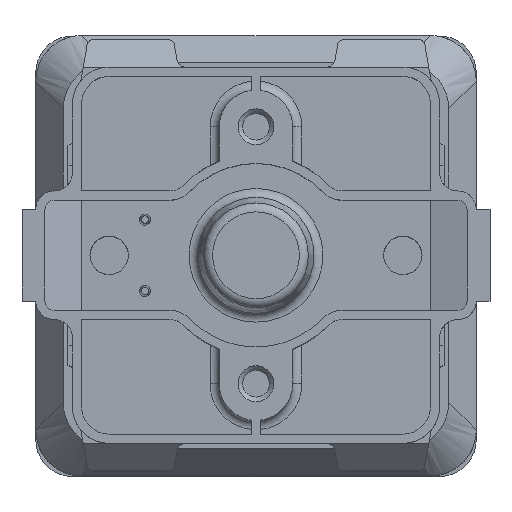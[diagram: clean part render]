
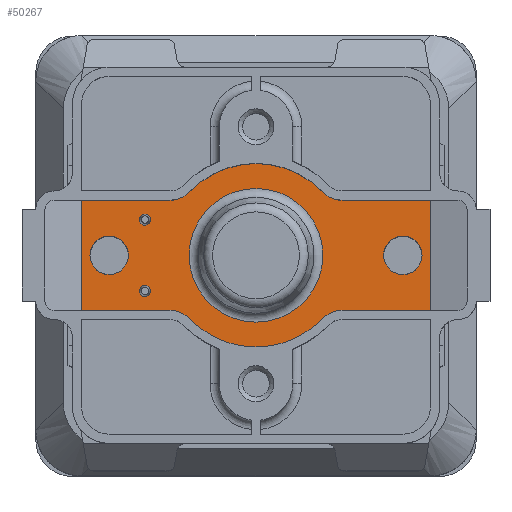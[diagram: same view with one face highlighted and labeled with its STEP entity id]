
A CAD part, top view. The second image highlights one B-rep face of the part: STEP entity #50267.
In plain terms, the highlighted planar face has unit normal (0, 0, 1).
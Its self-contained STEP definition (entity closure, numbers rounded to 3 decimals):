
#2000=CIRCLE('',#52439,0.6);
#2001=CIRCLE('',#52441,0.6);
#2002=CIRCLE('',#52449,7.286);
#2055=CIRCLE('',#52716,3.);
#2057=CIRCLE('',#52719,10.);
#2059=CIRCLE('',#52722,3.);
#2063=CIRCLE('',#52732,3.);
#2065=CIRCLE('',#52735,10.);
#2067=CIRCLE('',#52738,3.);
#2160=CIRCLE('',#53152,2.1);
#2161=CIRCLE('',#53153,2.1);
#11229=ORIENTED_EDGE('',*,*,#17011,.F.);
#11230=ORIENTED_EDGE('',*,*,#18331,.F.);
#11231=ORIENTED_EDGE('',*,*,#18332,.F.);
#11232=ORIENTED_EDGE('',*,*,#17563,.F.);
#11233=ORIENTED_EDGE('',*,*,#17568,.T.);
#11234=ORIENTED_EDGE('',*,*,#17008,.T.);
#11235=ORIENTED_EDGE('',*,*,#17535,.F.);
#11236=ORIENTED_EDGE('',*,*,#17537,.F.);
#11237=ORIENTED_EDGE('',*,*,#17540,.T.);
#11238=ORIENTED_EDGE('',*,*,#17543,.F.);
#11239=ORIENTED_EDGE('',*,*,#17547,.F.);
#11240=ORIENTED_EDGE('',*,*,#17002,.T.);
#11241=ORIENTED_EDGE('',*,*,#17556,.T.);
#11242=ORIENTED_EDGE('',*,*,#17557,.F.);
#11243=ORIENTED_EDGE('',*,*,#17560,.T.);
#11244=ORIENTED_EDGE('',*,*,#16998,.F.);
#11245=ORIENTED_EDGE('',*,*,#16997,.F.);
#16997=EDGE_CURVE('',#21814,#21814,#2000,.T.);
#16998=EDGE_CURVE('',#21815,#21815,#2001,.T.);
#17002=EDGE_CURVE('',#21820,#21819,#25283,.T.);
#17008=EDGE_CURVE('',#21826,#21825,#25287,.T.);
#17011=EDGE_CURVE('',#21828,#21828,#2002,.T.);
#17535=EDGE_CURVE('',#22130,#21825,#25744,.T.);
#17537=EDGE_CURVE('',#22131,#22130,#2055,.T.);
#17540=EDGE_CURVE('',#22131,#22133,#2057,.T.);
#17543=EDGE_CURVE('',#22135,#22133,#2059,.T.);
#17547=EDGE_CURVE('',#21820,#22135,#25750,.T.);
#17556=EDGE_CURVE('',#21819,#22142,#25757,.T.);
#17557=EDGE_CURVE('',#22143,#22142,#2063,.T.);
#17560=EDGE_CURVE('',#22143,#22145,#2065,.T.);
#17563=EDGE_CURVE('',#22147,#22145,#2067,.T.);
#17568=EDGE_CURVE('',#22147,#21826,#25763,.T.);
#18331=EDGE_CURVE('',#22532,#22532,#2160,.T.);
#18332=EDGE_CURVE('',#22533,#22533,#2161,.T.);
#21814=VERTEX_POINT('',#89738);
#21815=VERTEX_POINT('',#89741);
#21819=VERTEX_POINT('',#89749);
#21820=VERTEX_POINT('',#89751);
#21825=VERTEX_POINT('',#89762);
#21826=VERTEX_POINT('',#89764);
#21828=VERTEX_POINT('',#89770);
#22130=VERTEX_POINT('',#90816);
#22131=VERTEX_POINT('',#90820);
#22133=VERTEX_POINT('',#90826);
#22135=VERTEX_POINT('',#90832);
#22142=VERTEX_POINT('',#90857);
#22143=VERTEX_POINT('',#90861);
#22145=VERTEX_POINT('',#90867);
#22147=VERTEX_POINT('',#90873);
#22532=VERTEX_POINT('',#92333);
#22533=VERTEX_POINT('',#92335);
#25283=LINE('',#89750,#29130);
#25287=LINE('',#89763,#29134);
#25744=LINE('',#90817,#29591);
#25750=LINE('',#90840,#29597);
#25757=LINE('',#90858,#29604);
#25763=LINE('',#90881,#29610);
#29130=VECTOR('',#59211,1000.);
#29134=VECTOR('',#59221,1000.);
#29591=VECTOR('',#60214,1000.);
#29597=VECTOR('',#60240,1000.);
#29604=VECTOR('',#60259,1000.);
#29610=VECTOR('',#60285,1000.);
#32699=EDGE_LOOP('',(#11229));
#32700=EDGE_LOOP('',(#11230));
#32701=EDGE_LOOP('',(#11231));
#32702=EDGE_LOOP('',(#11232,#11233,#11234,#11235,#11236,#11237,#11238,#11239,
#11240,#11241,#11242,#11243));
#32703=EDGE_LOOP('',(#11244));
#32704=EDGE_LOOP('',(#11245));
#34964=FACE_BOUND('',#32699,.T.);
#34965=FACE_BOUND('',#32700,.T.);
#34966=FACE_BOUND('',#32701,.T.);
#34967=FACE_BOUND('',#32702,.T.);
#34968=FACE_BOUND('',#32703,.T.);
#34969=FACE_BOUND('',#32704,.T.);
#36583=PLANE('',#53151);
#50267=ADVANCED_FACE('',(#34964,#34965,#34966,#34967,#34968,#34969),#36583,
 .T.);
#52439=AXIS2_PLACEMENT_3D('',#89737,#59199,#59200);
#52441=AXIS2_PLACEMENT_3D('',#89740,#59203,#59204);
#52449=AXIS2_PLACEMENT_3D('',#89769,#59227,#59228);
#52716=AXIS2_PLACEMENT_3D('',#90822,#60218,#60219);
#52719=AXIS2_PLACEMENT_3D('',#90828,#60225,#60226);
#52722=AXIS2_PLACEMENT_3D('',#90834,#60232,#60233);
#52732=AXIS2_PLACEMENT_3D('',#90860,#60262,#60263);
#52735=AXIS2_PLACEMENT_3D('',#90866,#60269,#60270);
#52738=AXIS2_PLACEMENT_3D('',#90872,#60276,#60277);
#53151=AXIS2_PLACEMENT_3D('',#92331,#61763,#61764);
#53152=AXIS2_PLACEMENT_3D('',#92332,#61765,#61766);
#53153=AXIS2_PLACEMENT_3D('',#92334,#61767,#61768);
#59199=DIRECTION('',(0.,0.,1.));
#59200=DIRECTION('',(1.,0.,0.));
#59203=DIRECTION('',(0.,0.,1.));
#59204=DIRECTION('',(1.,0.,0.));
#59211=DIRECTION('',(0.,1.,0.));
#59221=DIRECTION('',(0.,-1.,0.));
#59227=DIRECTION('',(0.,0.,1.));
#59228=DIRECTION('',(1.,0.,0.));
#60214=DIRECTION('',(-1.,0.,0.));
#60218=DIRECTION('',(0.,0.,1.));
#60219=DIRECTION('',(1.,0.,0.));
#60225=DIRECTION('',(0.,0.,1.));
#60226=DIRECTION('',(1.,0.,0.));
#60232=DIRECTION('',(0.,0.,1.));
#60233=DIRECTION('',(1.,0.,0.));
#60240=DIRECTION('',(-1.,0.,0.));
#60259=DIRECTION('',(-1.,0.,0.));
#60262=DIRECTION('',(0.,0.,1.));
#60263=DIRECTION('',(1.,0.,0.));
#60269=DIRECTION('',(0.,0.,1.));
#60270=DIRECTION('',(1.,0.,0.));
#60276=DIRECTION('',(0.,0.,1.));
#60277=DIRECTION('',(1.,0.,0.));
#60285=DIRECTION('',(-1.,0.,0.));
#61763=DIRECTION('',(0.,0.,1.));
#61764=DIRECTION('',(1.,0.,0.));
#61765=DIRECTION('',(0.,0.,1.));
#61766=DIRECTION('',(1.,0.,0.));
#61767=DIRECTION('',(0.,0.,1.));
#61768=DIRECTION('',(1.,0.,0.));
#89737=CARTESIAN_POINT('',(-12.111,-3.889,2.));
#89738=CARTESIAN_POINT('',(-11.511,-3.889,2.));
#89740=CARTESIAN_POINT('',(-12.111,3.889,2.));
#89741=CARTESIAN_POINT('',(-11.511,3.889,2.));
#89749=CARTESIAN_POINT('',(19.,6.,2.));
#89750=CARTESIAN_POINT('',(19.,-16.5,2.));
#89751=CARTESIAN_POINT('',(19.,-6.,2.));
#89762=CARTESIAN_POINT('',(-19.,-6.,2.));
#89763=CARTESIAN_POINT('',(-19.,12.323,2.));
#89764=CARTESIAN_POINT('',(-19.,6.,2.));
#89769=CARTESIAN_POINT('',(0.,0.,2.));
#89770=CARTESIAN_POINT('',(7.286,0.,2.));
#90816=CARTESIAN_POINT('',(-9.381,-6.,2.));
#90817=CARTESIAN_POINT('',(-16.,-6.,2.));
#90820=CARTESIAN_POINT('',(-7.216,-6.923,2.));
#90822=CARTESIAN_POINT('',(-9.381,-9.,2.));
#90826=CARTESIAN_POINT('',(7.216,-6.923,2.));
#90828=CARTESIAN_POINT('',(0.,0.,2.));
#90832=CARTESIAN_POINT('',(9.381,-6.,2.));
#90834=CARTESIAN_POINT('',(9.381,-9.,2.));
#90840=CARTESIAN_POINT('',(-16.,-6.,2.));
#90857=CARTESIAN_POINT('',(9.381,6.,2.));
#90858=CARTESIAN_POINT('',(-16.,6.,2.));
#90860=CARTESIAN_POINT('',(9.381,9.,2.));
#90861=CARTESIAN_POINT('',(7.216,6.923,2.));
#90866=CARTESIAN_POINT('',(0.,0.,2.));
#90867=CARTESIAN_POINT('',(-7.216,6.923,2.));
#90872=CARTESIAN_POINT('',(-9.381,9.,2.));
#90873=CARTESIAN_POINT('',(-9.381,6.,2.));
#90881=CARTESIAN_POINT('',(-16.,6.,2.));
#92331=CARTESIAN_POINT('',(-16.,-16.5,2.));
#92332=CARTESIAN_POINT('',(16.,0.,2.));
#92333=CARTESIAN_POINT('',(18.1,0.,2.));
#92334=CARTESIAN_POINT('',(-16.,0.,2.));
#92335=CARTESIAN_POINT('',(-13.9,0.,2.));
